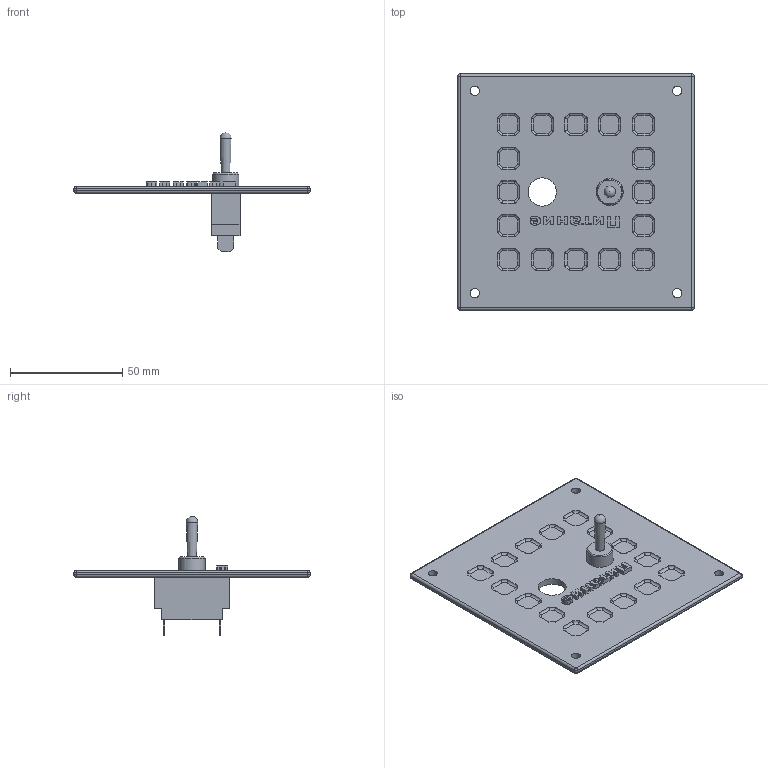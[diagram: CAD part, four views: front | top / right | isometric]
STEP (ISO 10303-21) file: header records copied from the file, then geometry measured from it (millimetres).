
FILE_DESCRIPTION(('STEP AP242'), '1');
FILE_NAME('assemblyPlankPanel3', '', ('UNSPECIFIED'), ('UNSPECIFIED'), 'C3D Converter', 'C3D Toolkit', '');
FILE_SCHEMA(('AP242_MANAGED_MODEL_BASED_3D_ENGINEERING_MIM_LF { 1 0 10303 442 1 1 4 }'));
Length unit declared in the file: millimetre
Assembly tree (3 placements, depth 2):
  (unnamed)
    (unnamed)
    (unnamed)
    (unnamed)
Bounding box: 105 x 105 x 53 mm (x, y, z)
Volume: 39799.4 mm3; surface area: 26869.7 mm2
Topology: 9 solids, 9 shells, 329 faces, 855 edges, 556 vertices
Faces by surface type: cylinder 149, plane 125, extrusion 44, sphere 8, cone 2, torus 1
Full cylindrical faces by diameter (mm): 4 x4, 11.6 x1, 12.6 x1
Entity records: 10111 total; most frequent: CARTESIAN_POINT 2375, ORIENTED_EDGE 1676, DIRECTION 1290, EDGE_CURVE 838, VECTOR 620, LINE 576, VERTEX_POINT 556, EDGE_LOOP 374
